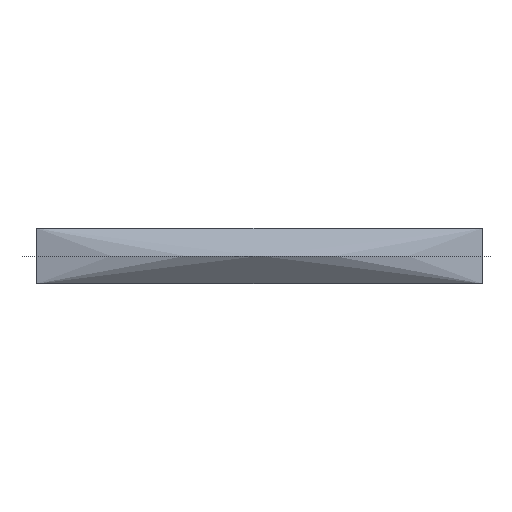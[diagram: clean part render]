
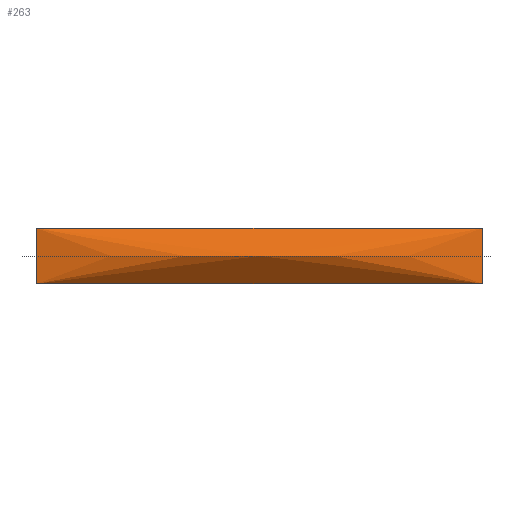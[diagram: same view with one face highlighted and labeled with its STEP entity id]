
A CAD part, front view. The second image highlights one B-rep face of the part: STEP entity #263.
In plain terms, the highlighted free-form (B-spline) face has degree [2, 2] with [3, 3] control points.
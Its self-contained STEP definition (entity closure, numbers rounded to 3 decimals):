
#263 = ADVANCED_FACE('',(#264),#298,.T.);
#264 = FACE_BOUND('',#265,.T.);
#265 = EDGE_LOOP('',(#266,#276,#284,#292));
#266 = ORIENTED_EDGE('',*,*,#267,.T.);
#267 = EDGE_CURVE('',#268,#270,#272,.T.);
#268 = VERTEX_POINT('',#269);
#269 = CARTESIAN_POINT('',(0.,-263.108,0.));
#270 = VERTEX_POINT('',#271);
#271 = CARTESIAN_POINT('',(2631.075,-263.108,0.));
#272 = B_SPLINE_CURVE_WITH_KNOTS('',2,(#273,#274,#275),.UNSPECIFIED.,.F.
  ,.F.,(3,3),(0.,3.283),.PIECEWISE_BEZIER_KNOTS.);
#273 = CARTESIAN_POINT('',(0.,-263.108,0.));
#274 = CARTESIAN_POINT('',(1315.538,-263.108,0.));
#275 = CARTESIAN_POINT('',(2631.075,-263.108,0.));
#276 = ORIENTED_EDGE('',*,*,#277,.T.);
#277 = EDGE_CURVE('',#270,#278,#280,.T.);
#278 = VERTEX_POINT('',#279);
#279 = CARTESIAN_POINT('',(2631.075,-263.108,
    328.712));
#280 = B_SPLINE_CURVE_WITH_KNOTS('',2,(#281,#282,#283),.UNSPECIFIED.,.F.
  ,.F.,(3,3),(0.,1.277),.PIECEWISE_BEZIER_KNOTS.);
#281 = CARTESIAN_POINT('',(2631.075,-263.108,0.));
#282 = CARTESIAN_POINT('',(2631.075,-263.108,
    164.356));
#283 = CARTESIAN_POINT('',(2631.075,-263.108,
    328.712));
#284 = ORIENTED_EDGE('',*,*,#285,.T.);
#285 = EDGE_CURVE('',#278,#286,#288,.T.);
#286 = VERTEX_POINT('',#287);
#287 = CARTESIAN_POINT('',(0.,-263.108,328.712));
#288 = B_SPLINE_CURVE_WITH_KNOTS('',2,(#289,#290,#291),.UNSPECIFIED.,.F.
  ,.F.,(3,3),(-3.283,0.),.PIECEWISE_BEZIER_KNOTS.);
#289 = CARTESIAN_POINT('',(2631.075,-263.108,
    328.712));
#290 = CARTESIAN_POINT('',(1315.538,-263.108,
    328.712));
#291 = CARTESIAN_POINT('',(0.,-263.108,328.712));
#292 = ORIENTED_EDGE('',*,*,#293,.T.);
#293 = EDGE_CURVE('',#286,#268,#294,.T.);
#294 = B_SPLINE_CURVE_WITH_KNOTS('',2,(#295,#296,#297),.UNSPECIFIED.,.F.
  ,.F.,(3,3),(-1.277,0.),.PIECEWISE_BEZIER_KNOTS.);
#295 = CARTESIAN_POINT('',(0.,-263.108,328.712));
#296 = CARTESIAN_POINT('',(0.,-263.108,164.356));
#297 = CARTESIAN_POINT('',(0.,-263.108,0.));
#298 = B_SPLINE_SURFACE_WITH_KNOTS('',2,2,(
    (#299,#300,#301)
    ,(#302,#303,#304)
    ,(#305,#306,#307
    )),.UNSPECIFIED.,.F.,.F.,.F.,(3,3),(3,3),(0.,3.283),(0.,
    1.277),.PIECEWISE_BEZIER_KNOTS.);
#299 = CARTESIAN_POINT('',(0.,-263.108,0.));
#300 = CARTESIAN_POINT('',(0.,-263.108,164.356));
#301 = CARTESIAN_POINT('',(0.,-263.108,328.712));
#302 = CARTESIAN_POINT('',(1315.538,-263.108,0.));
#303 = CARTESIAN_POINT('',(1315.538,-789.322,
    164.356));
#304 = CARTESIAN_POINT('',(1315.538,-263.108,
    328.712));
#305 = CARTESIAN_POINT('',(2631.075,-263.108,0.));
#306 = CARTESIAN_POINT('',(2631.075,-263.108,
    164.356));
#307 = CARTESIAN_POINT('',(2631.075,-263.108,
    328.712));
